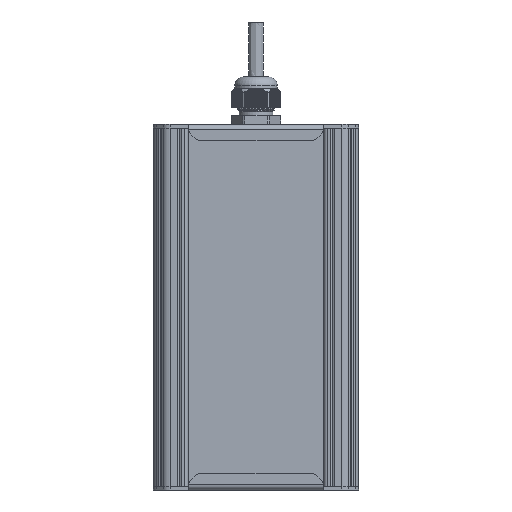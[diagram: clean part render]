
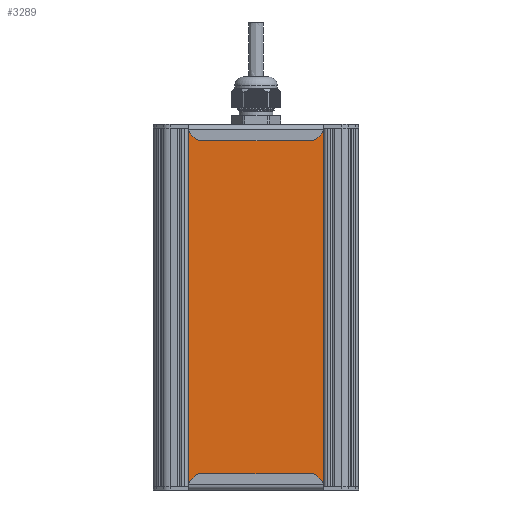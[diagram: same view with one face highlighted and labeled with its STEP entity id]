
A CAD part, front view. The second image highlights one B-rep face of the part: STEP entity #3289.
In plain terms, the highlighted face is planar.
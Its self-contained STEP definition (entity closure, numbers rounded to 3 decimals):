
#3289=ADVANCED_FACE('',(#14733),#14735,.T.);
#14733=FACE_BOUND('',#14734,.T.);
#14734=EDGE_LOOP('',(#42861,#42862,#42863,#42864));
#14735=PLANE('',#14736);
#14736=AXIS2_PLACEMENT_3D('',#14737,#14738,#14739);
#14737=CARTESIAN_POINT('',(120.465,593.492,117.308));
#14738=DIRECTION('',(0.,0.,-1.));
#14739=DIRECTION('',(0.,1.,0.));
#42861=ORIENTED_EDGE('',*,*,#50163,.T.);
#42862=ORIENTED_EDGE('',*,*,#50162,.T.);
#42863=ORIENTED_EDGE('',*,*,#50164,.T.);
#42864=ORIENTED_EDGE('',*,*,#50165,.F.);
#50162=EDGE_CURVE('',#56141,#56146,#56148,.T.);
#50163=EDGE_CURVE('',#56149,#56141,#56150,.F.);
#50164=EDGE_CURVE('',#56146,#56151,#56152,.T.);
#50165=EDGE_CURVE('',#56149,#56151,#56153,.T.);
#56141=VERTEX_POINT('',#75539);
#56146=VERTEX_POINT('',#75548);
#56148=LINE('',#75552,#75553);
#56149=VERTEX_POINT('',#75555);
#56150=LINE('',#75556,#75557);
#56151=VERTEX_POINT('',#75559);
#56152=LINE('',#75560,#75561);
#56153=LINE('',#75563,#75564);
#75539=CARTESIAN_POINT('',(170.465,679.838,117.308));
#75548=CARTESIAN_POINT('',(366.465,679.838,117.308));
#75552=CARTESIAN_POINT('',(170.465,679.838,117.308));
#75553=VECTOR('',#75554,1.);
#75554=DIRECTION('',(1.,0.,0.));
#75555=CARTESIAN_POINT('',(170.465,593.492,117.308));
#75556=CARTESIAN_POINT('',(170.465,679.838,117.308));
#75557=VECTOR('',#75558,1.);
#75558=DIRECTION('',(0.,-1.,0.));
#75559=CARTESIAN_POINT('',(366.465,593.492,117.308));
#75560=CARTESIAN_POINT('',(366.465,679.838,117.308));
#75561=VECTOR('',#75562,1.);
#75562=DIRECTION('',(0.,-1.,0.));
#75563=CARTESIAN_POINT('',(170.465,593.492,117.308));
#75564=VECTOR('',#75565,1.);
#75565=DIRECTION('',(1.,0.,0.));
